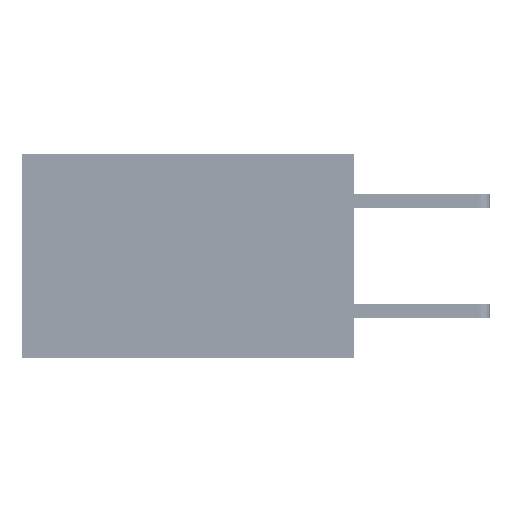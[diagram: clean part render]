
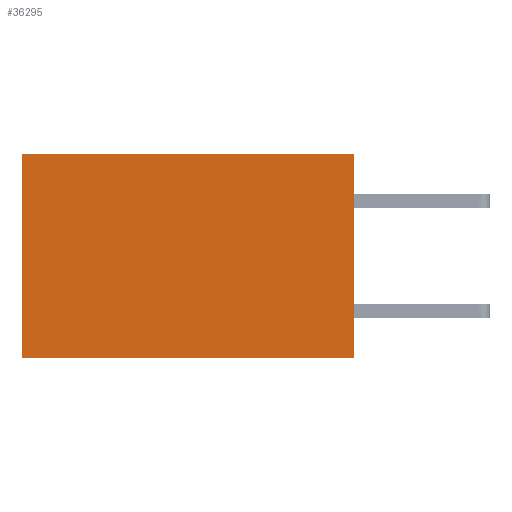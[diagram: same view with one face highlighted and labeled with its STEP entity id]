
A CAD part, left-side view. The second image highlights one B-rep face of the part: STEP entity #36295.
In plain terms, the highlighted planar face has unit normal (-1, 0, 0).
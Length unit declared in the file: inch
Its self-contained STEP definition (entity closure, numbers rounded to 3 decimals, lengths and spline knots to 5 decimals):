
#625 = VECTOR ( 'NONE', #12044, 39.37008 ) ;
#2538 = CARTESIAN_POINT ( 'NONE',  ( 0.2875, 0., 0. ) ) ;
#2873 = EDGE_CURVE ( 'NONE', #16487, #19488, #15396, .T. ) ;
#3150 = EDGE_CURVE ( 'NONE', #36453, #12772, #28965, .T. ) ;
#3202 = CARTESIAN_POINT ( 'NONE',  ( 0.2875, 0., 0. ) ) ;
#6783 = PLANE ( 'NONE',  #14963 ) ;
#8590 = EDGE_CURVE ( 'NONE', #12772, #19488, #42625, .T. ) ;
#10950 = DIRECTION ( 'NONE',  ( 0., 1., 0. ) ) ;
#11628 = CARTESIAN_POINT ( 'NONE',  ( 0.2875, 0.6, -0.37 ) ) ;
#12044 = DIRECTION ( 'NONE',  ( 0., 0., -1. ) ) ;
#12772 = VERTEX_POINT ( 'NONE', #40725 ) ;
#12801 = VECTOR ( 'NONE', #10950, 39.37008 ) ;
#14199 = CARTESIAN_POINT ( 'NONE',  ( 0.2875, 0., 0. ) ) ;
#14963 = AXIS2_PLACEMENT_3D ( 'NONE', #14199, #18120, #29735 ) ;
#15396 = LINE ( 'NONE', #38781, #625 ) ;
#16487 = VERTEX_POINT ( 'NONE', #24456 ) ;
#17472 = EDGE_LOOP ( 'NONE', ( #45361, #39211, #37422, #30467 ) ) ;
#18120 = DIRECTION ( 'NONE',  ( 1., 0., 0. ) ) ;
#19488 = VERTEX_POINT ( 'NONE', #11628 ) ;
#22848 = LINE ( 'NONE', #3202, #12801 ) ;
#23537 = FACE_OUTER_BOUND ( 'NONE', #17472, .T. ) ;
#24219 = VECTOR ( 'NONE', #47916, 39.37008 ) ;
#24456 = CARTESIAN_POINT ( 'NONE',  ( 0.2875, 0.6, 0. ) ) ;
#27495 = CARTESIAN_POINT ( 'NONE',  ( 0.2875, 0., -0.37 ) ) ;
#28965 = LINE ( 'NONE', #2538, #24219 ) ;
#29735 = DIRECTION ( 'NONE',  ( 0., 0., -1. ) ) ;
#30467 = ORIENTED_EDGE ( 'NONE', *, *, #46411, .T. ) ;
#31449 = VECTOR ( 'NONE', #38709, 39.37008 ) ;
#33852 = CARTESIAN_POINT ( 'NONE',  ( 0.2875, 0., 0. ) ) ;
#36295 = ADVANCED_FACE ( 'NONE', ( #23537 ), #6783, .F. ) ;
#36453 = VERTEX_POINT ( 'NONE', #33852 ) ;
#37422 = ORIENTED_EDGE ( 'NONE', *, *, #3150, .F. ) ;
#38709 = DIRECTION ( 'NONE',  ( 0., 1., 0. ) ) ;
#38781 = CARTESIAN_POINT ( 'NONE',  ( 0.2875, 0.6, 0. ) ) ;
#39211 = ORIENTED_EDGE ( 'NONE', *, *, #8590, .F. ) ;
#40725 = CARTESIAN_POINT ( 'NONE',  ( 0.2875, 0., -0.37 ) ) ;
#42625 = LINE ( 'NONE', #27495, #31449 ) ;
#45361 = ORIENTED_EDGE ( 'NONE', *, *, #2873, .T. ) ;
#46411 = EDGE_CURVE ( 'NONE', #36453, #16487, #22848, .T. ) ;
#47916 = DIRECTION ( 'NONE',  ( 0., 0., -1. ) ) ;
